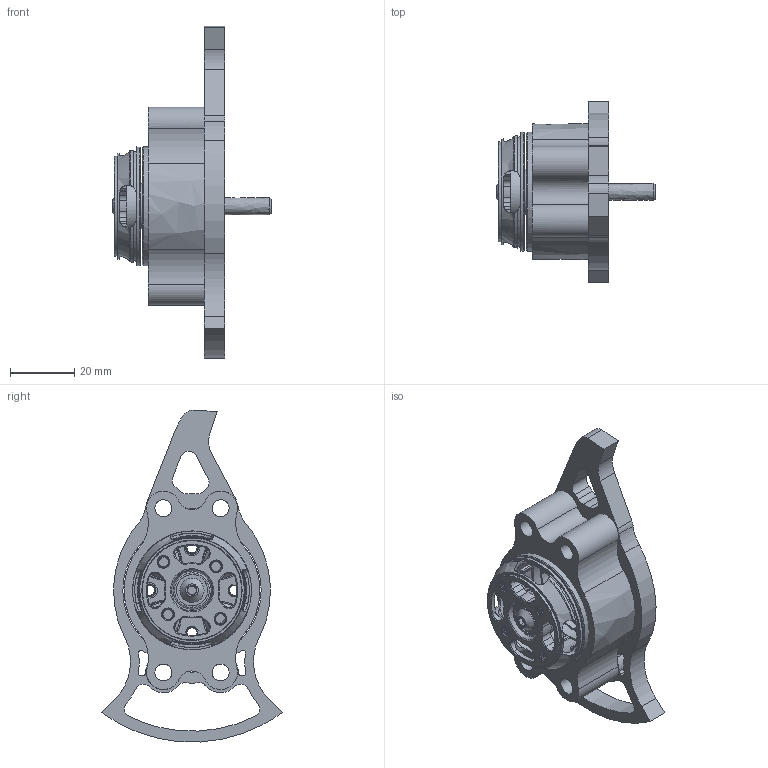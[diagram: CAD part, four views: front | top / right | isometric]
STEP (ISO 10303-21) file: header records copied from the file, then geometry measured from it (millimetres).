
FILE_DESCRIPTION(('FreeCAD Model'),'2;1');
FILE_NAME('Open CASCADE Shape Model','2025-05-02T09:01:30',('FreeCAD'),( 'FreeCAD'),'Open CASCADE STEP processor 7.6','FreeCAD','Unknown');
FILE_SCHEMA(('AUTOMOTIVE_DESIGN { 1 0 10303 214 1 1 1 1 }'));
Products named in the file (1): Open CASCADE STEP translator 7.6 1
Bounding box: 49.31 x 56.36 x 103.3 mm (x, y, z)
Volume: 44958 mm3; surface area: 32540.1 mm2
Topology: 8 solids, 9 shells, 766 faces, 2015 edges, 1294 vertices
Faces by surface type: bspline 766
Entity records: 36490 total; most frequent: CARTESIAN_POINT 25171, ORIENTED_EDGE 4023, EDGE_CURVE 2015, VERTEX_POINT 1294, B_SPLINE_CURVE_WITH_KNOTS 1125, FACE_BOUND 884, EDGE_LOOP 884, ADVANCED_FACE 766
